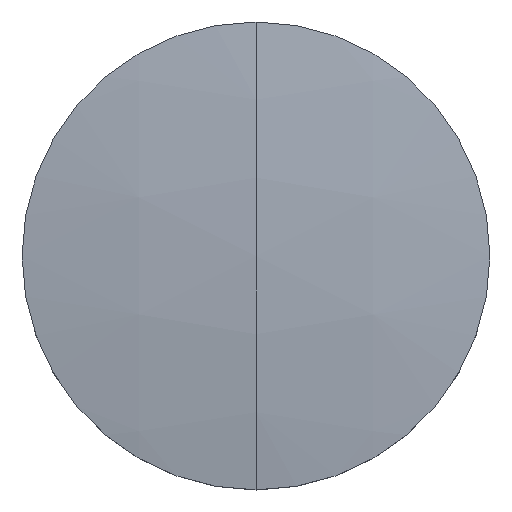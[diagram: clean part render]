
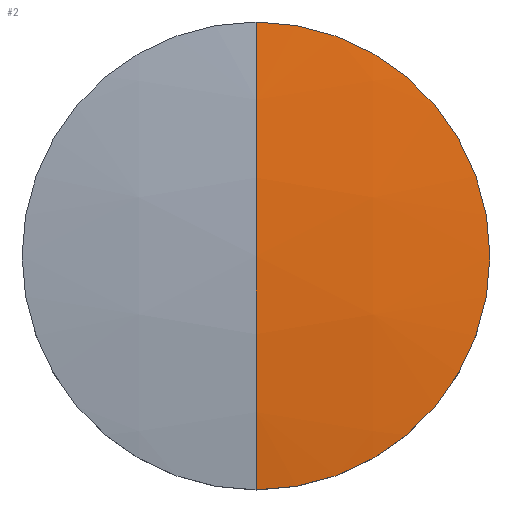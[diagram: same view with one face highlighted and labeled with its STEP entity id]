
A CAD part, top view. The second image highlights one B-rep face of the part: STEP entity #2.
In plain terms, the highlighted spherical face has radius 45.058 mm.
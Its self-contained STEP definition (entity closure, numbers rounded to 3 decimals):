
#2 = ADVANCED_FACE ( 'NONE', ( #74 ), #108, .T. ) ;
#3 = EDGE_LOOP ( 'NONE', ( #78, #59, #23 ) ) ;
#4 = EDGE_CURVE ( 'NONE', #24, #6, #50, .T. ) ;
#5 = VERTEX_POINT ( 'NONE', #54 ) ;
#6 = VERTEX_POINT ( 'NONE', #45 ) ;
#23 = ORIENTED_EDGE ( 'NONE', *, *, #77, .F. ) ;
#24 = VERTEX_POINT ( 'NONE', #32 ) ;
#32 = CARTESIAN_POINT ( 'NONE',  ( 0., 0., 1.225 ) ) ;
#40 = DIRECTION ( 'NONE',  ( 0., 0., 1. ) ) ;
#41 = DIRECTION ( 'NONE',  ( -1., 0., 0. ) ) ;
#42 = AXIS2_PLACEMENT_3D ( 'NONE', #103, #41, #40 ) ;
#43 = CIRCLE ( 'NONE', #42, 45.058 ) ;
#45 = CARTESIAN_POINT ( 'NONE',  ( 0., -6.35, 0.775 ) ) ;
#46 = DIRECTION ( 'NONE',  ( 0., 1., 0. ) ) ;
#47 = DIRECTION ( 'NONE',  ( 1., 0., 0. ) ) ;
#48 = CARTESIAN_POINT ( 'NONE',  ( 0., 0., -43.833 ) ) ;
#49 = AXIS2_PLACEMENT_3D ( 'NONE', #48, #47, #46 ) ;
#50 = CIRCLE ( 'NONE', #49, 45.058 ) ;
#54 = CARTESIAN_POINT ( 'NONE',  ( 0., 6.35, 0.775 ) ) ;
#55 = DIRECTION ( 'NONE',  ( 0., 1., 0. ) ) ;
#56 = DIRECTION ( 'NONE',  ( 1., 0., 0. ) ) ;
#57 = AXIS2_PLACEMENT_3D ( 'NONE', #107, #56, #55 ) ;
#58 = EDGE_CURVE ( 'NONE', #24, #5, #43, .T. ) ;
#59 = ORIENTED_EDGE ( 'NONE', *, *, #4, .T. ) ;
#74 = FACE_OUTER_BOUND ( 'NONE', #3, .T. ) ;
#77 = EDGE_CURVE ( 'NONE', #5, #6, #89, .T. ) ;
#78 = ORIENTED_EDGE ( 'NONE', *, *, #58, .F. ) ;
#85 = DIRECTION ( 'NONE',  ( 0., 1., 0. ) ) ;
#86 = DIRECTION ( 'NONE',  ( 0., 0., -1. ) ) ;
#87 = CARTESIAN_POINT ( 'NONE',  ( 0., 0., 0.775 ) ) ;
#88 = AXIS2_PLACEMENT_3D ( 'NONE', #87, #86, #85 ) ;
#89 = CIRCLE ( 'NONE', #88, 6.35 ) ;
#103 = CARTESIAN_POINT ( 'NONE',  ( 0., 0., -43.833 ) ) ;
#107 = CARTESIAN_POINT ( 'NONE',  ( 0., 0., -43.833 ) ) ;
#108 = SPHERICAL_SURFACE ( 'NONE', #57, 45.058 ) ;
